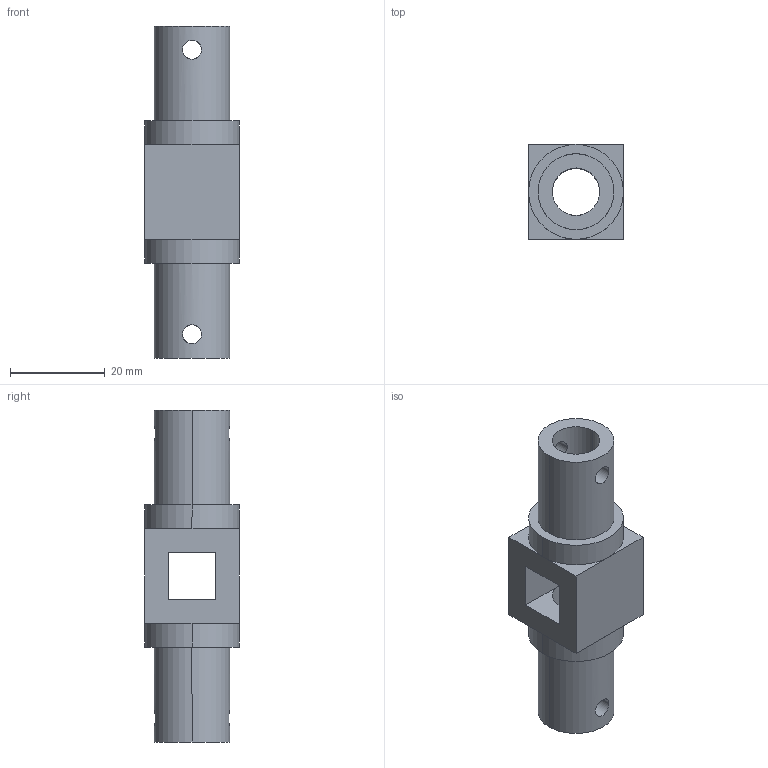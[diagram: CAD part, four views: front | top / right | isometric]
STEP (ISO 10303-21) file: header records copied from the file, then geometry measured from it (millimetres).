
FILE_DESCRIPTION(('CATIA V5 STEP Exchange'),'2;1');
FILE_NAME('Pivot.stp','2021-05-01T13:14:30+00:00',('none'),('none'),'CATIA Version 5 Release 19 GA (IN-10)','CATIA V5 STEP AP203','none');
FILE_SCHEMA(('CONFIG_CONTROL_DESIGN'));
Length unit declared in the file: millimetre
Products named in the file (1): Pivot
Bounding box: 20 x 20 x 70 mm (x, y, z)
Volume: 12318.9 mm3; surface area: 7262.5 mm2
Topology: 1 solids, 1 shells, 42 faces, 104 edges, 64 vertices
Faces by surface type: plane 22, cylinder 20
Entity records: 1357 total; most frequent: CARTESIAN_POINT 414, ORIENTED_EDGE 208, DIRECTION 130, EDGE_CURVE 104, VERTEX_POINT 64, VECTOR 56, EDGE_LOOP 56, LINE 56
